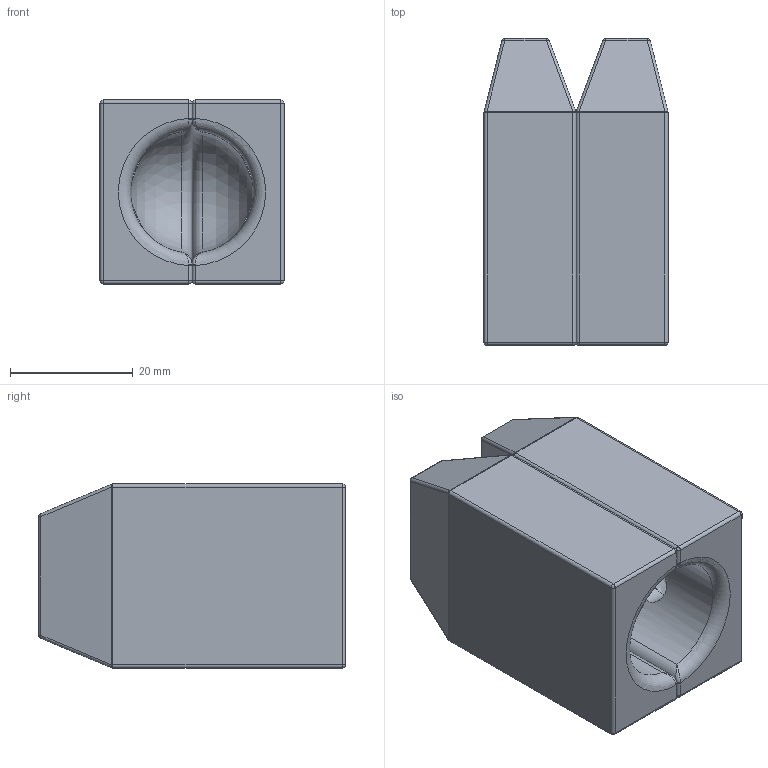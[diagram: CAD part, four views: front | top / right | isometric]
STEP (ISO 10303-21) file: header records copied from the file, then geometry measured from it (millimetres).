
FILE_DESCRIPTION (( 'STEP AP214' ), '1' );
FILE_NAME ('Pinza.STEP', '2021-05-07T19:02:47', ( '' ), ( '' ), 'SwSTEP 2.0', 'SolidWorks 2020', '' );
FILE_SCHEMA (( 'AUTOMOTIVE_DESIGN' ));
Length unit declared in the file: millimetre
Products named in the file (2): Pinza_superior; Pinza
Assembly tree (2 placements, depth 2):
  Pinza
    Pinza_superior  x2
Bounding box: 30 x 50 x 30 mm (x, y, z)
Volume: 32389.1 mm3; surface area: 11395.1 mm2
Topology: 2 solids, 2 shells, 156 faces, 354 edges, 174 vertices
Faces by surface type: cylinder 68, sphere 34, plane 26, bspline 24, torus 4
Entity records: 2620 total; most frequent: CARTESIAN_POINT 994, DIRECTION 340, ORIENTED_EDGE 322, EDGE_CURVE 161, AXIS2_PLACEMENT_3D 140, VERTEX_POINT 86, EDGE_LOOP 79, FACE_OUTER_BOUND 78
